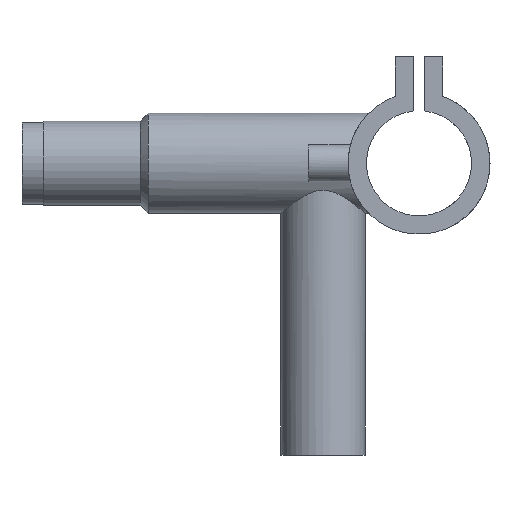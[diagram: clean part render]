
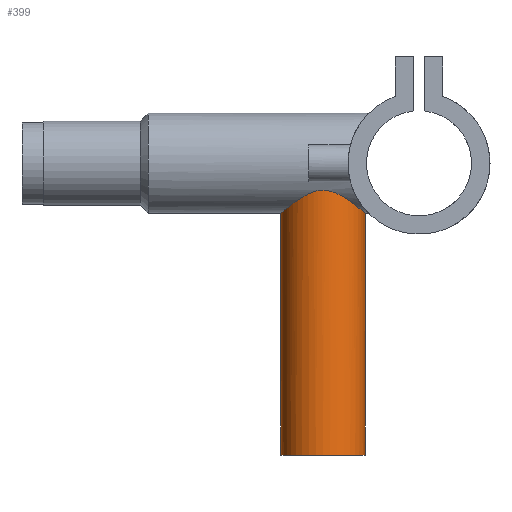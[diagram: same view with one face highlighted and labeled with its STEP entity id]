
A CAD part, left-side view. The second image highlights one B-rep face of the part: STEP entity #399.
In plain terms, the highlighted cylindrical face has radius 16 mm (diameter 32 mm), a partial arc.
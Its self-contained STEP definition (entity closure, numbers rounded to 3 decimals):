
#11 = CARTESIAN_POINT ( 'NONE',  ( -15.884, 38.44, -10.425 ) ) ;
#22 = EDGE_CURVE ( 'NONE', #1384, #2414, #452, .T. ) ;
#26 = CARTESIAN_POINT ( 'NONE',  ( -2.24, 52.381, -18.899 ) ) ;
#54 = CARTESIAN_POINT ( 'NONE',  ( -12.12, 46.958, -14.639 ) ) ;
#80 = CARTESIAN_POINT ( 'NONE',  ( -8.723, 23.077, -16.886 ) ) ;
#109 = CARTESIAN_POINT ( 'NONE',  ( -12.109, 26.03, -14.647 ) ) ;
#122 = CARTESIAN_POINT ( 'NONE',  ( -14.913, 30.68, -11.778 ) ) ;
#132 = CARTESIAN_POINT ( 'NONE',  ( -2.233, 20.618, -18.9 ) ) ;
#234 = CARTESIAN_POINT ( 'NONE',  ( 0., 20.5, -19. ) ) ;
#241 = ORIENTED_EDGE ( 'NONE', *, *, #2157, .F. ) ;
#244 = CARTESIAN_POINT ( 'NONE',  ( -8.739, 49.913, -16.878 ) ) ;
#265 = AXIS2_PLACEMENT_3D ( 'NONE', #1356, #560, #1755 ) ;
#272 = CARTESIAN_POINT ( 'NONE',  ( -12.731, 26.796, -14.11 ) ) ;
#295 = EDGE_CURVE ( 'NONE', #580, #464, #507, .T. ) ;
#302 = CARTESIAN_POINT ( 'NONE',  ( -15.972, 37.606, -10.292 ) ) ;
#314 = CARTESIAN_POINT ( 'NONE',  ( -15.941, 35.094, -10.339 ) ) ;
#323 = CARTESIAN_POINT ( 'NONE',  ( -6.901, 22.055, -17.71 ) ) ;
#357 = EDGE_LOOP ( 'NONE', ( #384, #966, #2348, #241 ) ) ;
#384 = ORIENTED_EDGE ( 'NONE', *, *, #295, .F. ) ;
#391 = CYLINDRICAL_SURFACE ( 'NONE', #265, 16. ) ;
#399 = ADVANCED_FACE ( 'NONE', ( #2355 ), #391, .T. ) ;
#427 = CARTESIAN_POINT ( 'NONE',  ( -7.384, 50.704, -17.514 ) ) ;
#439 = CARTESIAN_POINT ( 'NONE',  ( -14.917, 42.308, -11.772 ) ) ;
#452 = LINE ( 'NONE', #1425, #2444 ) ;
#464 = VERTEX_POINT ( 'NONE', #626 ) ;
#479 = CARTESIAN_POINT ( 'NONE',  ( -14.318, 29.289, -12.505 ) ) ;
#506 = CARTESIAN_POINT ( 'NONE',  ( -8.281, 22.8, -17.108 ) ) ;
#507 = LINE ( 'NONE', #1297, #2109 ) ;
#517 = CARTESIAN_POINT ( 'NONE',  ( -13.026, 27.196, -13.838 ) ) ;
#528 = CARTESIAN_POINT ( 'NONE',  ( -1.13, 20.5, -19. ) ) ;
#560 = DIRECTION ( 'NONE',  ( 0., 0., -1. ) ) ;
#580 = VERTEX_POINT ( 'NONE', #234 ) ;
#616 = CIRCLE ( 'NONE', #1922, 16. ) ;
#623 = CARTESIAN_POINT ( 'NONE',  ( -6.913, 50.94, -17.705 ) ) ;
#626 = CARTESIAN_POINT ( 'NONE',  ( 0., 20.5, -111. ) ) ;
#635 = CARTESIAN_POINT ( 'NONE',  ( -3.858, 52.03, -18.606 ) ) ;
#661 = CARTESIAN_POINT ( 'NONE',  ( -15.548, 40.315, -10.923 ) ) ;
#715 = CARTESIAN_POINT ( 'NONE',  ( -15.963, 35.375, -10.305 ) ) ;
#727 = CARTESIAN_POINT ( 'NONE',  ( -13.847, 28.424, -13.032 ) ) ;
#832 = CARTESIAN_POINT ( 'NONE',  ( 0., 52.5, -19. ) ) ;
#847 = CARTESIAN_POINT ( 'NONE',  ( -13.036, 45.79, -13.828 ) ) ;
#859 = CARTESIAN_POINT ( 'NONE',  ( -4.391, 51.888, -18.488 ) ) ;
#865 = CARTESIAN_POINT ( 'NONE',  ( 0., 52.5, -19. ) ) ;
#898 = CARTESIAN_POINT ( 'NONE',  ( -9.986, 23.957, -16.193 ) ) ;
#909 = CARTESIAN_POINT ( 'NONE',  ( 0., 20.5, -19. ) ) ;
#966 = ORIENTED_EDGE ( 'NONE', *, *, #1015, .F. ) ;
#992 = CARTESIAN_POINT ( 'NONE',  ( -5.939, 51.367, -18.055 ) ) ;
#1015 = EDGE_CURVE ( 'NONE', #1384, #580, #2474, .T. ) ;
#1109 = CARTESIAN_POINT ( 'NONE',  ( -5.426, 21.438, -18.217 ) ) ;
#1196 = CARTESIAN_POINT ( 'NONE',  ( -5.436, 51.558, -18.214 ) ) ;
#1224 = CARTESIAN_POINT ( 'NONE',  ( -10.755, 48.387, -15.687 ) ) ;
#1252 = CARTESIAN_POINT ( 'NONE',  ( -14.324, 43.7, -12.499 ) ) ;
#1267 = CARTESIAN_POINT ( 'NONE',  ( -5.928, 21.629, -18.059 ) ) ;
#1280 = CARTESIAN_POINT ( 'NONE',  ( -11.781, 25.663, -14.913 ) ) ;
#1295 = CARTESIAN_POINT ( 'NONE',  ( -15.544, 32.67, -10.928 ) ) ;
#1297 = CARTESIAN_POINT ( 'NONE',  ( 0., 20.5, 0. ) ) ;
#1304 = CARTESIAN_POINT ( 'NONE',  ( 0., 36.5, -111. ) ) ;
#1306 = CARTESIAN_POINT ( 'NONE',  ( -4.645, 21.187, -18.425 ) ) ;
#1315 = CARTESIAN_POINT ( 'NONE',  ( -15.852, 34.259, -10.475 ) ) ;
#1356 = CARTESIAN_POINT ( 'NONE',  ( 0., 36.5, 0. ) ) ;
#1384 = VERTEX_POINT ( 'NONE', #865 ) ;
#1425 = CARTESIAN_POINT ( 'NONE',  ( 0., 52.5, 0. ) ) ;
#1440 = CARTESIAN_POINT ( 'NONE',  ( -15.714, 39.526, -10.681 ) ) ;
#1483 = CARTESIAN_POINT ( 'NONE',  ( -15.766, 33.72, -10.606 ) ) ;
#1504 = CARTESIAN_POINT ( 'NONE',  ( -16., 36.213, -10.247 ) ) ;
#1581 = CARTESIAN_POINT ( 'NONE',  ( -13.854, 44.564, -13.025 ) ) ;
#1592 = CARTESIAN_POINT ( 'NONE',  ( -1.135, 52.5, -19. ) ) ;
#1607 = CARTESIAN_POINT ( 'NONE',  ( -9.996, 49.035, -16.186 ) ) ;
#1620 = CARTESIAN_POINT ( 'NONE',  ( -15.097, 41.825, -11.539 ) ) ;
#1632 = CARTESIAN_POINT ( 'NONE',  ( -12.743, 46.188, -14.099 ) ) ;
#1675 = CARTESIAN_POINT ( 'NONE',  ( -15.092, 31.162, -11.545 ) ) ;
#1701 = CARTESIAN_POINT ( 'NONE',  ( -4.38, 21.109, -18.49 ) ) ;
#1721 = DIRECTION ( 'NONE',  ( 0., 0., -1. ) ) ;
#1755 = DIRECTION ( 'NONE',  ( 0., 1., 0. ) ) ;
#1765 = CARTESIAN_POINT ( 'NONE',  ( 0., 52.5, -111. ) ) ;
#1777 = CARTESIAN_POINT ( 'NONE',  ( -15.848, 38.717, -10.481 ) ) ;
#1803 = CARTESIAN_POINT ( 'NONE',  ( -8.297, 50.191, -17.1 ) ) ;
#1841 = CARTESIAN_POINT ( 'NONE',  ( -15.409, 32.16, -11.119 ) ) ;
#1891 = CARTESIAN_POINT ( 'NONE',  ( -3.579, 20.903, -18.662 ) ) ;
#1922 = AXIS2_PLACEMENT_3D ( 'NONE', #1304, #1721, #2505 ) ;
#1994 = CARTESIAN_POINT ( 'NONE',  ( -4.656, 51.81, -18.423 ) ) ;
#2020 = DIRECTION ( 'NONE',  ( 0., 0., -1. ) ) ;
#2049 = CARTESIAN_POINT ( 'NONE',  ( -3.847, 20.967, -18.608 ) ) ;
#2078 = DIRECTION ( 'NONE',  ( 0., 0., -1. ) ) ;
#2109 = VECTOR ( 'NONE', #2078, 1000. ) ;
#2157 = EDGE_CURVE ( 'NONE', #464, #2414, #616, .T. ) ;
#2202 = CARTESIAN_POINT ( 'NONE',  ( -11.791, 47.326, -14.905 ) ) ;
#2228 = CARTESIAN_POINT ( 'NONE',  ( -15.763, 39.259, -10.609 ) ) ;
#2271 = CARTESIAN_POINT ( 'NONE',  ( -16., 37.049, -10.246 ) ) ;
#2282 = CARTESIAN_POINT ( 'NONE',  ( -10.746, 24.604, -15.693 ) ) ;
#2292 = CARTESIAN_POINT ( 'NONE',  ( -7.371, 22.289, -17.519 ) ) ;
#2348 = ORIENTED_EDGE ( 'NONE', *, *, #22, .T. ) ;
#2355 = FACE_OUTER_BOUND ( 'NONE', #357, .T. ) ;
#2377 = CARTESIAN_POINT ( 'NONE',  ( -3.59, 52.095, -18.66 ) ) ;
#2414 = VERTEX_POINT ( 'NONE', #1765 ) ;
#2418 = CARTESIAN_POINT ( 'NONE',  ( -15.413, 40.826, -11.114 ) ) ;
#2444 = VECTOR ( 'NONE', #2020, 1000. ) ;
#2474 = B_SPLINE_CURVE_WITH_KNOTS ( 'NONE', 3,
 ( #832, #1592, #26, #2377, #635, #859, #1994, #1196, #992, #623, #427, #1803, #244, #1607, #1224, #2202, #54, #1632, #847, #1581, #1252, #439, #1620, #2418, #661, #1440, #2228, #1777, #11, #302, #2271, #1504, #2476, #715, #314, #1315, #1483, #1295, #1841, #1675, #122, #479, #727, #517, #272, #109, #1280, #2282, #898, #80, #506, #2292, #323, #1267, #1109, #1306, #1701, #2049, #1891, #132, #528, #909 ),
 .UNSPECIFIED., .F., .F.,
 ( 4, 2, 2, 2, 2, 2, 2, 2, 2, 2, 2, 2, 2, 2, 2, 2, 2, 2, 2, 2, 2, 2, 2, 2, 2, 2, 2, 2, 2, 2, 4 ),
 ( 0., 0.003, 0.004, 0.005, 0.007, 0.008, 0.01, 0.013, 0.015, 0.017, 0.02, 0.022, 0.023, 0.024, 0.025, 0.027, 0.028, 0.028, 0.03, 0.032, 0.033, 0.037, 0.038, 0.04, 0.044, 0.045, 0.047, 0.049, 0.049, 0.05, 0.054 ),
 .UNSPECIFIED. ) ;
#2476 = CARTESIAN_POINT ( 'NONE',  ( -15.992, 35.933, -10.259 ) ) ;
#2505 = DIRECTION ( 'NONE',  ( 0., 1., 0. ) ) ;
